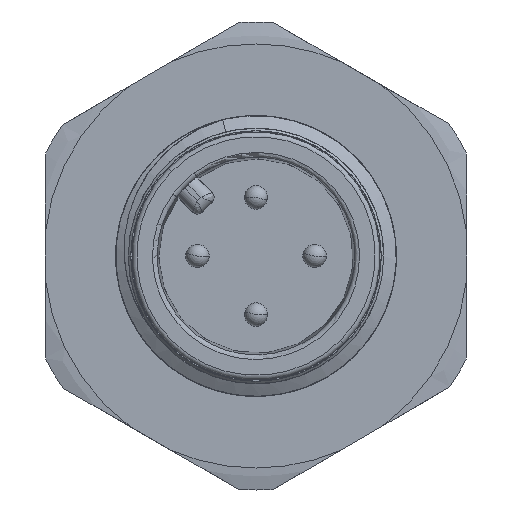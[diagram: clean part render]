
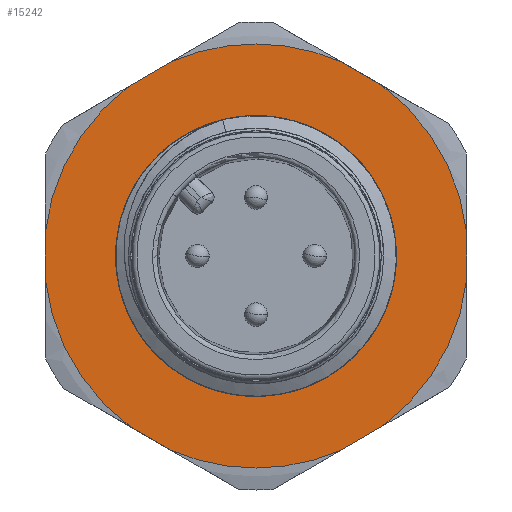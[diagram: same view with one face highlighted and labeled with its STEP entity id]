
A CAD part, left-side view. The second image highlights one B-rep face of the part: STEP entity #15242.
In plain terms, the highlighted planar face has unit normal (-1, 0, 0).
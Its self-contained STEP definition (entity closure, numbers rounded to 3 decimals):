
#24=CARTESIAN_POINT('',(9.4,-9.,-1.044));
#26=DIRECTION('',(0.,0.,1.));
#27=VECTOR('',#26,2.088);
#28=CARTESIAN_POINT('',(9.4,-9.,-1.044));
#29=LINE('',#28,#27);
#991=CARTESIAN_POINT('',(9.4,0.,0.));
#992=DIRECTION('',(1.,0.,0.));
#993=DIRECTION('',(0.,-0.993,-0.115));
#994=AXIS2_PLACEMENT_3D('',#991,#992,#993);
#996=DIRECTION('',(0.,0.865,-0.502));
#997=VECTOR('',#996,2.088);
#998=CARTESIAN_POINT('',(9.4,-5.419,-7.261));
#999=LINE('',#998,#997);
#1000=CARTESIAN_POINT('',(9.4,0.,0.));
#1001=DIRECTION('',(1.,0.,0.));
#1002=DIRECTION('',(0.,-0.399,-0.917));
#1003=AXIS2_PLACEMENT_3D('',#1000,#1001,#1002);
#1005=CARTESIAN_POINT('',(9.4,0.,0.));
#1006=DIRECTION('',(1.,0.,0.));
#1007=DIRECTION('',(0.,0.,-1.));
#1008=AXIS2_PLACEMENT_3D('',#1005,#1006,#1007);
#1010=DIRECTION('',(0.,0.867,0.499));
#1011=VECTOR('',#1010,1.946);
#1012=CARTESIAN_POINT('',(9.4,3.653,-8.291));
#1013=LINE('',#1012,#1011);
#1014=CARTESIAN_POINT('',(9.4,0.,0.));
#1015=DIRECTION('',(1.,0.,0.));
#1016=DIRECTION('',(0.,0.589,-0.808));
#1017=AXIS2_PLACEMENT_3D('',#1014,#1015,#1016);
#1019=DIRECTION('',(0.,0.,1.));
#1020=VECTOR('',#1019,2.088);
#1021=CARTESIAN_POINT('',(9.4,9.,-1.044));
#1022=LINE('',#1021,#1020);
#1023=CARTESIAN_POINT('',(9.4,0.,0.));
#1024=DIRECTION('',(1.,0.,0.));
#1025=DIRECTION('',(0.,0.993,0.115));
#1026=AXIS2_PLACEMENT_3D('',#1023,#1024,#1025);
#1028=DIRECTION('',(0.,-0.865,0.502));
#1029=VECTOR('',#1028,2.088);
#1030=CARTESIAN_POINT('',(9.4,5.419,7.261));
#1031=LINE('',#1030,#1029);
#1032=CARTESIAN_POINT('',(9.4,0.,0.));
#1033=DIRECTION('',(1.,0.,0.));
#1034=DIRECTION('',(0.,0.399,0.917));
#1035=AXIS2_PLACEMENT_3D('',#1032,#1033,#1034);
#1037=CARTESIAN_POINT('',(9.4,0.,0.));
#1038=DIRECTION('',(1.,0.,0.));
#1039=DIRECTION('',(0.,0.,1.));
#1040=AXIS2_PLACEMENT_3D('',#1037,#1038,#1039);
#1042=DIRECTION('',(0.,-0.867,-0.499));
#1043=VECTOR('',#1042,1.946);
#1044=CARTESIAN_POINT('',(9.4,-3.653,8.291));
#1045=LINE('',#1044,#1043);
#1046=CARTESIAN_POINT('',(9.4,0.,0.));
#1047=DIRECTION('',(1.,0.,0.));
#1048=DIRECTION('',(0.,-0.589,0.808));
#1049=AXIS2_PLACEMENT_3D('',#1046,#1047,#1048);
#1051=CARTESIAN_POINT('',(9.4,0.,0.));
#1052=DIRECTION('',(-1.,0.,0.));
#1053=DIRECTION('',(0.,-1.,0.002));
#1054=AXIS2_PLACEMENT_3D('',#1051,#1052,#1053);
#1056=CARTESIAN_POINT('',(9.4,0.,0.));
#1057=DIRECTION('',(-1.,0.,0.));
#1058=DIRECTION('',(0.,1.,-0.002));
#1059=AXIS2_PLACEMENT_3D('',#1056,#1057,#1058);
#7197=CARTESIAN_POINT('',(9.4,-5.758,0.01));
#7198=CARTESIAN_POINT('',(9.4,-5.759,0.007));
#7199=CARTESIAN_POINT('',(9.4,-5.758,0.003));
#7200=CARTESIAN_POINT('',(9.4,-5.758,0.));
#7276=CARTESIAN_POINT('',(9.4,5.758,-0.01));
#7277=CARTESIAN_POINT('',(9.4,5.759,-0.007));
#7278=CARTESIAN_POINT('',(9.4,5.758,-0.003));
#7279=CARTESIAN_POINT('',(9.4,5.758,0.));
#11801=VERTEX_POINT('',#24);
#11802=CARTESIAN_POINT('',(9.4,-9.,1.044));
#11803=VERTEX_POINT('',#11802);
#12245=CARTESIAN_POINT('',(9.4,-5.339,
7.32));
#12246=VERTEX_POINT('',#12245);
#12247=CARTESIAN_POINT('',(9.4,-5.419,
-7.261));
#12248=VERTEX_POINT('',#12247);
#12249=CARTESIAN_POINT('',(9.4,-3.613,
-8.309));
#12250=VERTEX_POINT('',#12249);
#12251=CARTESIAN_POINT('',(9.4,0.,
-9.06));
#12252=VERTEX_POINT('',#12251);
#12253=CARTESIAN_POINT('',(9.4,3.653,
-8.291));
#12254=VERTEX_POINT('',#12253);
#12255=CARTESIAN_POINT('',(9.4,5.339,
-7.32));
#12256=VERTEX_POINT('',#12255);
#12257=CARTESIAN_POINT('',(9.4,9.,-1.044));
#12258=VERTEX_POINT('',#12257);
#12259=CARTESIAN_POINT('',(9.4,9.,1.044));
#12260=VERTEX_POINT('',#12259);
#12261=CARTESIAN_POINT('',(9.4,5.419,7.261));
#12262=VERTEX_POINT('',#12261);
#12263=CARTESIAN_POINT('',(9.4,3.613,8.309));
#12264=VERTEX_POINT('',#12263);
#12265=CARTESIAN_POINT('',(9.4,0.,
9.06));
#12266=VERTEX_POINT('',#12265);
#12267=CARTESIAN_POINT('',(9.4,-3.653,
8.291));
#12268=VERTEX_POINT('',#12267);
#12269=VERTEX_POINT('',#7197);
#12270=VERTEX_POINT('',#7200);
#12271=CARTESIAN_POINT('',(9.4,5.758,0.));
#12272=VERTEX_POINT('',#12271);
#12273=VERTEX_POINT('',#7276);
#15199=CARTESIAN_POINT('',(9.4,0.,0.));
#15200=DIRECTION('',(1.,0.,0.));
#15201=DIRECTION('',(0.,-1.,0.));
#15202=AXIS2_PLACEMENT_3D('',#15199,#15200,#15201);
#15203=PLANE('',#15202);
#15204=ORIENTED_EDGE('',*,*,#14694,.F.);
#15206=ORIENTED_EDGE('',*,*,#15205,.T.);
#15208=ORIENTED_EDGE('',*,*,#15207,.T.);
#15210=ORIENTED_EDGE('',*,*,#15209,.T.);
#15212=ORIENTED_EDGE('',*,*,#15211,.T.);
#15214=ORIENTED_EDGE('',*,*,#15213,.T.);
#15216=ORIENTED_EDGE('',*,*,#15215,.T.);
#15218=ORIENTED_EDGE('',*,*,#15217,.T.);
#15220=ORIENTED_EDGE('',*,*,#15219,.T.);
#15222=ORIENTED_EDGE('',*,*,#15221,.T.);
#15224=ORIENTED_EDGE('',*,*,#15223,.T.);
#15226=ORIENTED_EDGE('',*,*,#15225,.T.);
#15228=ORIENTED_EDGE('',*,*,#15227,.T.);
#15229=ORIENTED_EDGE('',*,*,#15192,.T.);
#15230=EDGE_LOOP('',(#15204,#15206,#15208,#15210,#15212,#15214,#15216,#15218,
#15220,#15222,#15224,#15226,#15228,#15229));
#15231=FACE_OUTER_BOUND('',#15230,.F.);
#15233=ORIENTED_EDGE('',*,*,#15232,.F.);
#15235=ORIENTED_EDGE('',*,*,#15234,.T.);
#15237=ORIENTED_EDGE('',*,*,#15236,.F.);
#15239=ORIENTED_EDGE('',*,*,#15238,.T.);
#15240=EDGE_LOOP('',(#15233,#15235,#15237,#15239));
#15241=FACE_BOUND('',#15240,.F.);
#15242=ADVANCED_FACE('',(#15231,#15241),#15203,.F.);
#995=CIRCLE('',#994,9.06);
#1004=CIRCLE('',#1003,9.06);
#1009=CIRCLE('',#1008,9.06);
#1018=CIRCLE('',#1017,9.06);
#1027=CIRCLE('',#1026,9.06);
#1036=CIRCLE('',#1035,9.06);
#1041=CIRCLE('',#1040,9.06);
#1050=CIRCLE('',#1049,9.06);
#1055=CIRCLE('',#1054,5.759);
#1060=CIRCLE('',#1059,5.759);
#7201=B_SPLINE_CURVE_WITH_KNOTS('',3,(#7197,#7198,#7199,#7200),.UNSPECIFIED.,
.F.,.F.,(4,4),(0.,1.),.UNSPECIFIED.);
#7280=B_SPLINE_CURVE_WITH_KNOTS('',3,(#7276,#7277,#7278,#7279),.UNSPECIFIED.,
.F.,.F.,(4,4),(0.,1.),.UNSPECIFIED.);
#14694=EDGE_CURVE('',#11801,#11803,#29,.T.);
#15192=EDGE_CURVE('',#12246,#11803,#1050,.T.);
#15205=EDGE_CURVE('',#11801,#12248,#995,.T.);
#15207=EDGE_CURVE('',#12248,#12250,#999,.T.);
#15209=EDGE_CURVE('',#12250,#12252,#1004,.T.);
#15211=EDGE_CURVE('',#12252,#12254,#1009,.T.);
#15213=EDGE_CURVE('',#12254,#12256,#1013,.T.);
#15215=EDGE_CURVE('',#12256,#12258,#1018,.T.);
#15217=EDGE_CURVE('',#12258,#12260,#1022,.T.);
#15219=EDGE_CURVE('',#12260,#12262,#1027,.T.);
#15221=EDGE_CURVE('',#12262,#12264,#1031,.T.);
#15223=EDGE_CURVE('',#12264,#12266,#1036,.T.);
#15225=EDGE_CURVE('',#12266,#12268,#1041,.T.);
#15227=EDGE_CURVE('',#12268,#12246,#1045,.T.);
#15232=EDGE_CURVE('',#12269,#12270,#7201,.T.);
#15234=EDGE_CURVE('',#12269,#12272,#1055,.T.);
#15236=EDGE_CURVE('',#12273,#12272,#7280,.T.);
#15238=EDGE_CURVE('',#12273,#12270,#1060,.T.);
